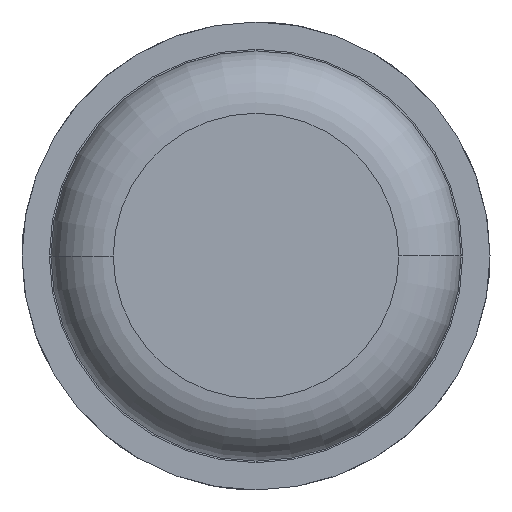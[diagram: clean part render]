
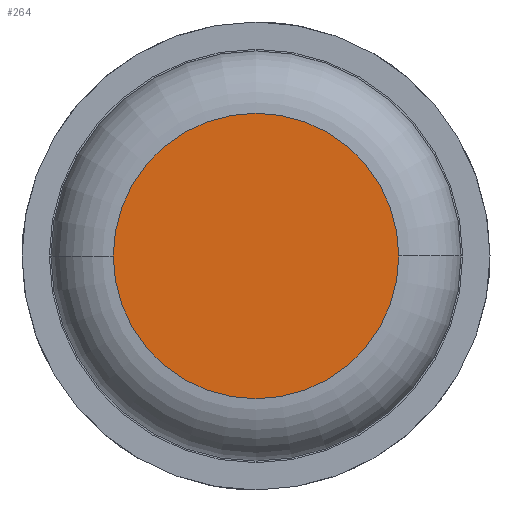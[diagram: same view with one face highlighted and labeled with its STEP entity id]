
A CAD part, front view. The second image highlights one B-rep face of the part: STEP entity #264.
In plain terms, the highlighted planar face has unit normal (0, -1, 0).
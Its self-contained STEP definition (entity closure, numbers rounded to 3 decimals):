
#59 = EDGE_CURVE ( 'Defeature ausgef�hrt1_6+Defeature ausgef�hrt1_7+Defeature ausgef�hrt1_7+Defeature ausgef�hrt1_7', #1966, #3158, #3902, .T. ) ;
#160 = AXIS2_PLACEMENT_3D ( 'NONE', #3995, #2049, #3043 ) ;
#264 = ADVANCED_FACE ( 'Defeature ausgef�hrt1_6', ( #3257 ), #1776, .F. ) ;
#283 = EDGE_LOOP ( 'NONE', ( #1920, #1944 ) ) ;
#301 = CARTESIAN_POINT ( 'NONE',  ( 0., 0., 0. ) ) ;
#619 = DIRECTION ( 'NONE',  ( 0., -1., 0. ) ) ;
#1148 = DIRECTION ( 'NONE',  ( -1., 0., 0. ) ) ;
#1366 = CARTESIAN_POINT ( 'NONE',  ( -0.915, 0., 0. ) ) ;
#1776 = PLANE ( 'NONE',  #3066 ) ;
#1920 = ORIENTED_EDGE ( 'NONE', *, *, #59, .T. ) ;
#1944 = ORIENTED_EDGE ( 'NONE', *, *, #3710, .T. ) ;
#1966 = VERTEX_POINT ( 'NONE', #1366 ) ;
#2049 = DIRECTION ( 'NONE',  ( 0., -1., 0. ) ) ;
#2303 = CARTESIAN_POINT ( 'NONE',  ( 0.915, 0., 0. ) ) ;
#2543 = AXIS2_PLACEMENT_3D ( 'NONE', #301, #619, #2907 ) ;
#2817 = DIRECTION ( 'NONE',  ( 0., 1., 0. ) ) ;
#2833 = CIRCLE ( 'NONE', #160, 0.915 ) ;
#2907 = DIRECTION ( 'NONE',  ( -1., 0., 0. ) ) ;
#3043 = DIRECTION ( 'NONE',  ( -1., 0., 0. ) ) ;
#3066 = AXIS2_PLACEMENT_3D ( 'NONE', #3143, #2817, #1148 ) ;
#3143 = CARTESIAN_POINT ( 'NONE',  ( 0., 0., 0. ) ) ;
#3158 = VERTEX_POINT ( 'NONE', #2303 ) ;
#3257 = FACE_OUTER_BOUND ( 'NONE', #283, .T. ) ;
#3710 = EDGE_CURVE ( 'Defeature ausgef�hrt1_6+Defeature ausgef�hrt1_7+Defeature ausgef�hrt1_7+Defeature ausgef�hrt1_7', #3158, #1966, #2833, .T. ) ;
#3902 = CIRCLE ( 'NONE', #2543, 0.915 ) ;
#3995 = CARTESIAN_POINT ( 'NONE',  ( 0., 0., 0. ) ) ;
